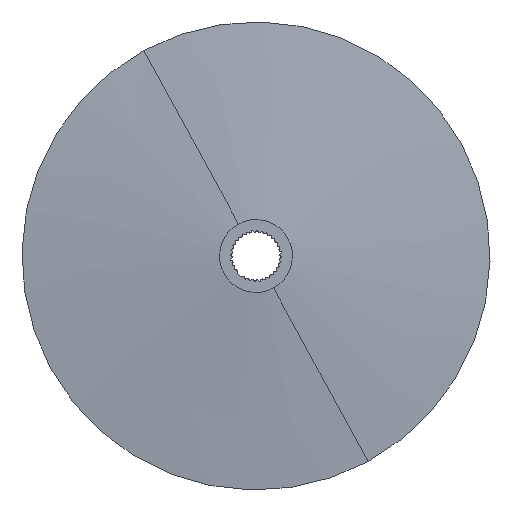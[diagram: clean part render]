
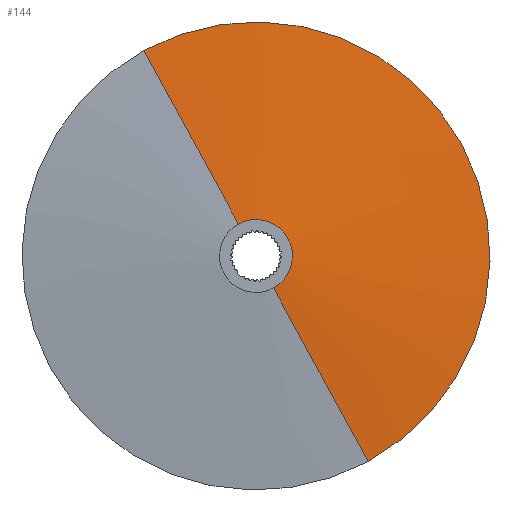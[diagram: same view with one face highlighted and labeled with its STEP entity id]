
A CAD part, left-side view. The second image highlights one B-rep face of the part: STEP entity #144.
In plain terms, the highlighted conical face has half-angle 84.289 degrees and reference radius 25.4 mm.
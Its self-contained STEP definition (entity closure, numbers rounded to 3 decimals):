
#61=CARTESIAN_POINT('Vertex',(13.783,-78.255,-143.245)) ;
#77=CARTESIAN_POINT('Vertex',(13.783,78.255,143.245)) ;
#80=CARTESIAN_POINT('Axis2P3D Location',(13.783,0.,0.)) ;
#114=CARTESIAN_POINT('Axis2P3D Location',(0.,0.,0.)) ;
#119=CARTESIAN_POINT('Line Origine',(8.255,51.754,94.735)) ;
#123=CARTESIAN_POINT('Vertex',(0.,12.177,22.291)) ;
#126=CARTESIAN_POINT('Axis2P3D Location',(0.,0.,0.)) ;
#130=CARTESIAN_POINT('Vertex',(0.,-12.177,-22.291)) ;
#133=CARTESIAN_POINT('Line Origine',(8.255,-51.754,-94.735)) ;
#81=DIRECTION('Axis2P3D Direction',(-1.,0.,0.)) ;
#115=DIRECTION('Axis2P3D Direction',(1.,-0.,-0.)) ;
#116=DIRECTION('Axis2P3D XDirection',(0.,0.479,0.878)) ;
#120=DIRECTION('Vector Direction',(0.1,0.477,0.873)) ;
#127=DIRECTION('Axis2P3D Direction',(1.,-0.,0.)) ;
#134=DIRECTION('Vector Direction',(0.1,-0.477,-0.873)) ;
#82=AXIS2_PLACEMENT_3D('Circle Axis2P3D',#80,#81,$) ;
#117=AXIS2_PLACEMENT_3D('Cone Axis2P3D',#114,#115,#116) ;
#128=AXIS2_PLACEMENT_3D('Circle Axis2P3D',#126,#127,$) ;
#139=ORIENTED_EDGE('',*,*,#125,.F.) ;
#140=ORIENTED_EDGE('',*,*,#132,.F.) ;
#141=ORIENTED_EDGE('',*,*,#137,.T.) ;
#142=ORIENTED_EDGE('',*,*,#84,.T.) ;
#121=VECTOR('Line Direction',#120,1.) ;
#135=VECTOR('Line Direction',#134,1.) ;
#144=ADVANCED_FACE('PartBody',(#143),#118,.T.) ;
#83=CIRCLE('generated circle',#82,163.227) ;
#129=CIRCLE('generated circle',#128,25.4) ;
#118=CONICAL_SURFACE('Cone',#117,25.4,1.471) ;
#84=EDGE_CURVE('',#62,#78,#83,.T.) ;
#125=EDGE_CURVE('',#124,#78,#122,.T.) ;
#132=EDGE_CURVE('',#131,#124,#129,.F.) ;
#137=EDGE_CURVE('',#131,#62,#136,.T.) ;
#138=EDGE_LOOP('',(#139,#140,#141,#142)) ;
#143=FACE_OUTER_BOUND('',#138,.T.) ;
#122=LINE('Line',#119,#121) ;
#136=LINE('Line',#133,#135) ;
#62=VERTEX_POINT('',#61) ;
#78=VERTEX_POINT('',#77) ;
#124=VERTEX_POINT('',#123) ;
#131=VERTEX_POINT('',#130) ;
